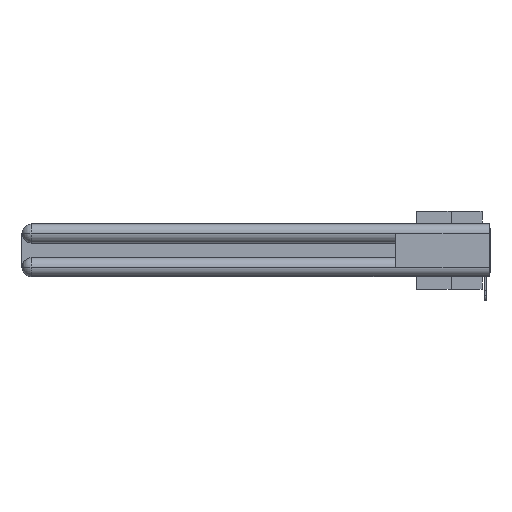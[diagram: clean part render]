
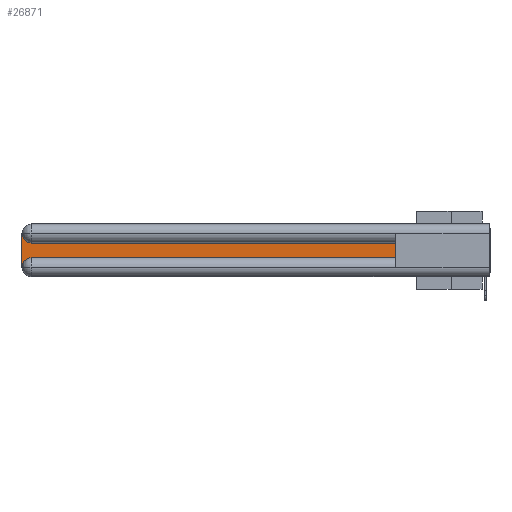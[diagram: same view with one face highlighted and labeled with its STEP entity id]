
A CAD part, left-side view. The second image highlights one B-rep face of the part: STEP entity #26871.
In plain terms, the highlighted planar face has unit normal (-1, 0, 0).
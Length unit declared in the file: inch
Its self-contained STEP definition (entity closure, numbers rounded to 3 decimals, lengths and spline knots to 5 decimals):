
#84 = ORIENTED_EDGE ( 'NONE', *, *, #3567, .T. ) ;
#842 = LINE ( 'NONE', #22803, #15109 ) ;
#1454 = AXIS2_PLACEMENT_3D ( 'NONE', #20122, #5381, #2437 ) ;
#2437 = DIRECTION ( 'NONE',  ( 0., 0., -1. ) ) ;
#3567 = EDGE_CURVE ( 'NONE', #34884, #13706, #25690, .T. ) ;
#3854 = LINE ( 'NONE', #29476, #17204 ) ;
#4930 = EDGE_CURVE ( 'NONE', #25909, #37671, #3854, .T. ) ;
#5381 = DIRECTION ( 'NONE',  ( 1., 0., 0. ) ) ;
#5719 = EDGE_LOOP ( 'NONE', ( #35417, #16392, #84, #8113, #37287, #25558 ) ) ;
#6216 = CARTESIAN_POINT ( 'NONE',  ( 0.075, 2.94, -0.2175 ) ) ;
#6791 = CARTESIAN_POINT ( 'NONE',  ( 0.075, 3., -0.0625 ) ) ;
#8113 = ORIENTED_EDGE ( 'NONE', *, *, #12744, .T. ) ;
#8217 = CARTESIAN_POINT ( 'NONE',  ( 0.075, 3., -0.2175 ) ) ;
#9061 = DIRECTION ( 'NONE',  ( 0., 0., 1. ) ) ;
#9507 = DIRECTION ( 'NONE',  ( 0., -1., 0. ) ) ;
#10072 = VERTEX_POINT ( 'NONE', #18170 ) ;
#11746 = EDGE_CURVE ( 'NONE', #14377, #10072, #842, .T. ) ;
#12744 = EDGE_CURVE ( 'NONE', #13706, #25909, #25687, .T. ) ;
#12870 = EDGE_CURVE ( 'NONE', #37671, #14377, #37628, .T. ) ;
#13558 = DIRECTION ( 'NONE',  ( 0., 0., -1. ) ) ;
#13706 = VERTEX_POINT ( 'NONE', #21268 ) ;
#14377 = VERTEX_POINT ( 'NONE', #33864 ) ;
#15109 = VECTOR ( 'NONE', #17046, 39.37008 ) ;
#15244 = CARTESIAN_POINT ( 'NONE',  ( 0.075, 0.6, -0.2175 ) ) ;
#16183 = AXIS2_PLACEMENT_3D ( 'NONE', #17570, #34822, #17712 ) ;
#16392 = ORIENTED_EDGE ( 'NONE', *, *, #22256, .T. ) ;
#17046 = DIRECTION ( 'NONE',  ( 0., 1., 0. ) ) ;
#17140 = CIRCLE ( 'NONE', #16183, 0.06 ) ;
#17204 = VECTOR ( 'NONE', #9507, 39.37008 ) ;
#17570 = CARTESIAN_POINT ( 'NONE',  ( 0.075, 2.94, -0.0625 ) ) ;
#17712 = DIRECTION ( 'NONE',  ( 0., 0., -1. ) ) ;
#18170 = CARTESIAN_POINT ( 'NONE',  ( 0.075, 2.94, -0.1225 ) ) ;
#19996 = FACE_OUTER_BOUND ( 'NONE', #5719, .T. ) ;
#20122 = CARTESIAN_POINT ( 'NONE',  ( 0.075, 2.94, -0.2775 ) ) ;
#21268 = CARTESIAN_POINT ( 'NONE',  ( 0.075, 3., -0.2775 ) ) ;
#21554 = CARTESIAN_POINT ( 'NONE',  ( 0.075, 0.6, -0.2175 ) ) ;
#22256 = EDGE_CURVE ( 'NONE', #10072, #34884, #17140, .T. ) ;
#22421 = VECTOR ( 'NONE', #31614, 39.37008 ) ;
#22803 = CARTESIAN_POINT ( 'NONE',  ( 0.075, 0.6, -0.1225 ) ) ;
#25558 = ORIENTED_EDGE ( 'NONE', *, *, #12870, .T. ) ;
#25687 = CIRCLE ( 'NONE', #1454, 0.06 ) ;
#25690 = LINE ( 'NONE', #8217, #22421 ) ;
#25909 = VERTEX_POINT ( 'NONE', #6216 ) ;
#26871 = ADVANCED_FACE ( 'NONE', ( #19996 ), #28619, .F. ) ;
#28619 = PLANE ( 'NONE',  #31886 ) ;
#28901 = VECTOR ( 'NONE', #9061, 39.37008 ) ;
#29476 = CARTESIAN_POINT ( 'NONE',  ( 0.075, 0.6, -0.2175 ) ) ;
#31569 = CARTESIAN_POINT ( 'NONE',  ( 0.075, 3., -0.1225 ) ) ;
#31614 = DIRECTION ( 'NONE',  ( 0., 0., -1. ) ) ;
#31886 = AXIS2_PLACEMENT_3D ( 'NONE', #31569, #37116, #13558 ) ;
#33864 = CARTESIAN_POINT ( 'NONE',  ( 0.075, 0.6, -0.1225 ) ) ;
#34822 = DIRECTION ( 'NONE',  ( 1., 0., 0. ) ) ;
#34884 = VERTEX_POINT ( 'NONE', #6791 ) ;
#35417 = ORIENTED_EDGE ( 'NONE', *, *, #11746, .T. ) ;
#37116 = DIRECTION ( 'NONE',  ( 1., 0., 0. ) ) ;
#37287 = ORIENTED_EDGE ( 'NONE', *, *, #4930, .T. ) ;
#37628 = LINE ( 'NONE', #15244, #28901 ) ;
#37671 = VERTEX_POINT ( 'NONE', #21554 ) ;
